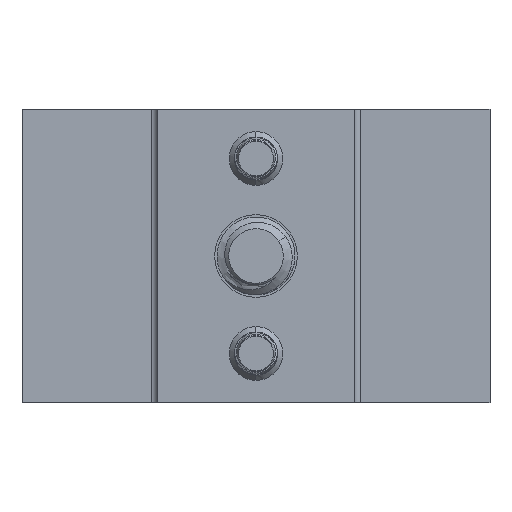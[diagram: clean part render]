
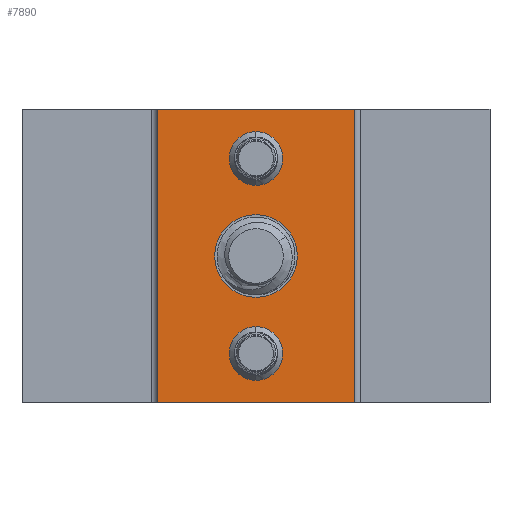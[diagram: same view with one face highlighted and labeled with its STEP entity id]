
A CAD part, front view. The second image highlights one B-rep face of the part: STEP entity #7890.
In plain terms, the highlighted planar face has unit normal (0, -1, 0).
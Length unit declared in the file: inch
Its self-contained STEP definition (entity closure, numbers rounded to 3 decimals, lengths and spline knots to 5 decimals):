
#217 = CIRCLE ( 'NONE', #7075, 0.086 ) ;
#302 = AXIS2_PLACEMENT_3D ( 'NONE', #9567, #4366, #10439 ) ;
#510 = EDGE_CURVE ( 'NONE', #723, #9992, #8452, .T. ) ;
#627 = PLANE ( 'NONE',  #5551 ) ;
#657 = CARTESIAN_POINT ( 'NONE',  ( 0., -0.75, 0.1325 ) ) ;
#723 = VERTEX_POINT ( 'NONE', #5876 ) ;
#728 = VERTEX_POINT ( 'NONE', #6729 ) ;
#944 = FACE_OUTER_BOUND ( 'NONE', #1376, .T. ) ;
#1222 = EDGE_CURVE ( 'NONE', #4100, #3193, #6432, .T. ) ;
#1256 = EDGE_LOOP ( 'NONE', ( #9256, #11088 ) ) ;
#1283 = CARTESIAN_POINT ( 'NONE',  ( 0.75, -0.75, -0.47 ) ) ;
#1376 = EDGE_LOOP ( 'NONE', ( #3608, #2357, #2520, #7684 ) ) ;
#1423 = CARTESIAN_POINT ( 'NONE',  ( -0.316, -0.75, 0.47 ) ) ;
#1507 = CARTESIAN_POINT ( 'NONE',  ( 0., -0.75, 0. ) ) ;
#2084 = CIRCLE ( 'NONE', #10689, 0.086 ) ;
#2107 = DIRECTION ( 'NONE',  ( 0., 0., -1. ) ) ;
#2124 = CARTESIAN_POINT ( 'NONE',  ( -0.316, -0.75, 0.47 ) ) ;
#2306 = DIRECTION ( 'NONE',  ( 0., 0., -1. ) ) ;
#2357 = ORIENTED_EDGE ( 'NONE', *, *, #4103, .F. ) ;
#2520 = ORIENTED_EDGE ( 'NONE', *, *, #4161, .F. ) ;
#2557 = DIRECTION ( 'NONE',  ( 0., 1., 0. ) ) ;
#2981 = FACE_BOUND ( 'NONE', #4391, .T. ) ;
#3130 = VERTEX_POINT ( 'NONE', #4097 ) ;
#3193 = VERTEX_POINT ( 'NONE', #657 ) ;
#3287 = CIRCLE ( 'NONE', #5465, 0.086 ) ;
#3357 = CARTESIAN_POINT ( 'NONE',  ( 0., -0.75, 0.2265 ) ) ;
#3379 = VECTOR ( 'NONE', #5665, 39.37008 ) ;
#3573 = CIRCLE ( 'NONE', #302, 0.1325 ) ;
#3608 = ORIENTED_EDGE ( 'NONE', *, *, #11175, .F. ) ;
#3644 = AXIS2_PLACEMENT_3D ( 'NONE', #3987, #10048, #4864 ) ;
#3673 = VECTOR ( 'NONE', #2107, 39.37008 ) ;
#3699 = DIRECTION ( 'NONE',  ( 0., 0., 1. ) ) ;
#3719 = VECTOR ( 'NONE', #2306, 39.37008 ) ;
#3900 = ORIENTED_EDGE ( 'NONE', *, *, #10541, .T. ) ;
#3987 = CARTESIAN_POINT ( 'NONE',  ( 0., -0.75, 0. ) ) ;
#4097 = CARTESIAN_POINT ( 'NONE',  ( 0.316, -0.75, 0.47 ) ) ;
#4100 = VERTEX_POINT ( 'NONE', #6404 ) ;
#4103 = EDGE_CURVE ( 'NONE', #3130, #9458, #5962, .T. ) ;
#4119 = CARTESIAN_POINT ( 'NONE',  ( 0., -0.75, -0.3985 ) ) ;
#4161 = EDGE_CURVE ( 'NONE', #8202, #3130, #5704, .T. ) ;
#4330 = DIRECTION ( 'NONE',  ( 0., 1., 0. ) ) ;
#4366 = DIRECTION ( 'NONE',  ( 0., -1., 0. ) ) ;
#4391 = EDGE_LOOP ( 'NONE', ( #8680, #3900 ) ) ;
#4534 = CARTESIAN_POINT ( 'NONE',  ( 0., -0.75, 0.3125 ) ) ;
#4864 = DIRECTION ( 'NONE',  ( 0., 0., -1. ) ) ;
#4908 = EDGE_LOOP ( 'NONE', ( #7667, #9726 ) ) ;
#5130 = DIRECTION ( 'NONE',  ( 0., 1., 0. ) ) ;
#5441 = EDGE_CURVE ( 'NONE', #9019, #728, #3287, .T. ) ;
#5462 = EDGE_CURVE ( 'NONE', #3193, #4100, #3573, .T. ) ;
#5465 = AXIS2_PLACEMENT_3D ( 'NONE', #9528, #4330, #10404 ) ;
#5548 = CARTESIAN_POINT ( 'NONE',  ( 0.316, -0.75, 0.47 ) ) ;
#5551 = AXIS2_PLACEMENT_3D ( 'NONE', #1507, #11017, #8428 ) ;
#5566 = FACE_BOUND ( 'NONE', #4908, .T. ) ;
#5665 = DIRECTION ( 'NONE',  ( 1., 0., 0. ) ) ;
#5703 = EDGE_CURVE ( 'NONE', #8202, #8199, #8314, .T. ) ;
#5704 = LINE ( 'NONE', #10808, #3379 ) ;
#5876 = CARTESIAN_POINT ( 'NONE',  ( 0., -0.75, 0.3985 ) ) ;
#5962 = LINE ( 'NONE', #5548, #3673 ) ;
#6404 = CARTESIAN_POINT ( 'NONE',  ( 0., -0.75, -0.1325 ) ) ;
#6432 = CIRCLE ( 'NONE', #3644, 0.1325 ) ;
#6547 = EDGE_CURVE ( 'NONE', #728, #9019, #2084, .T. ) ;
#6596 = AXIS2_PLACEMENT_3D ( 'NONE', #4534, #9742, #3699 ) ;
#6729 = CARTESIAN_POINT ( 'NONE',  ( 0., -0.75, -0.2265 ) ) ;
#7075 = AXIS2_PLACEMENT_3D ( 'NONE', #7735, #2557, #8609 ) ;
#7380 = DIRECTION ( 'NONE',  ( -1., 0., 0. ) ) ;
#7667 = ORIENTED_EDGE ( 'NONE', *, *, #6547, .T. ) ;
#7684 = ORIENTED_EDGE ( 'NONE', *, *, #5703, .T. ) ;
#7735 = CARTESIAN_POINT ( 'NONE',  ( 0., -0.75, 0.3125 ) ) ;
#7890 = ADVANCED_FACE ( 'NONE', ( #5566, #2981, #9894, #944 ), #627, .F. ) ;
#8066 = VECTOR ( 'NONE', #7380, 39.37008 ) ;
#8171 = CARTESIAN_POINT ( 'NONE',  ( -0.316, -0.75, -0.47 ) ) ;
#8185 = CARTESIAN_POINT ( 'NONE',  ( 0.316, -0.75, -0.47 ) ) ;
#8199 = VERTEX_POINT ( 'NONE', #8171 ) ;
#8202 = VERTEX_POINT ( 'NONE', #2124 ) ;
#8314 = LINE ( 'NONE', #1423, #3719 ) ;
#8428 = DIRECTION ( 'NONE',  ( 0., 0., 1. ) ) ;
#8452 = CIRCLE ( 'NONE', #6596, 0.086 ) ;
#8609 = DIRECTION ( 'NONE',  ( 0., 0., 1. ) ) ;
#8680 = ORIENTED_EDGE ( 'NONE', *, *, #510, .T. ) ;
#9019 = VERTEX_POINT ( 'NONE', #4119 ) ;
#9256 = ORIENTED_EDGE ( 'NONE', *, *, #1222, .F. ) ;
#9458 = VERTEX_POINT ( 'NONE', #8185 ) ;
#9528 = CARTESIAN_POINT ( 'NONE',  ( 0., -0.75, -0.3125 ) ) ;
#9567 = CARTESIAN_POINT ( 'NONE',  ( 0., -0.75, 0. ) ) ;
#9726 = ORIENTED_EDGE ( 'NONE', *, *, #5441, .T. ) ;
#9742 = DIRECTION ( 'NONE',  ( 0., 1., 0. ) ) ;
#9894 = FACE_BOUND ( 'NONE', #1256, .T. ) ;
#9992 = VERTEX_POINT ( 'NONE', #3357 ) ;
#10048 = DIRECTION ( 'NONE',  ( 0., -1., 0. ) ) ;
#10316 = CARTESIAN_POINT ( 'NONE',  ( 0., -0.75, -0.3125 ) ) ;
#10359 = LINE ( 'NONE', #1283, #8066 ) ;
#10404 = DIRECTION ( 'NONE',  ( 0., 0., 1. ) ) ;
#10439 = DIRECTION ( 'NONE',  ( 0., 0., -1. ) ) ;
#10541 = EDGE_CURVE ( 'NONE', #9992, #723, #217, .T. ) ;
#10689 = AXIS2_PLACEMENT_3D ( 'NONE', #10316, #5130, #11199 ) ;
#10808 = CARTESIAN_POINT ( 'NONE',  ( -0.75, -0.75, 0.47 ) ) ;
#11017 = DIRECTION ( 'NONE',  ( 0., 1., 0. ) ) ;
#11088 = ORIENTED_EDGE ( 'NONE', *, *, #5462, .F. ) ;
#11175 = EDGE_CURVE ( 'NONE', #9458, #8199, #10359, .T. ) ;
#11199 = DIRECTION ( 'NONE',  ( 0., 0., 1. ) ) ;
